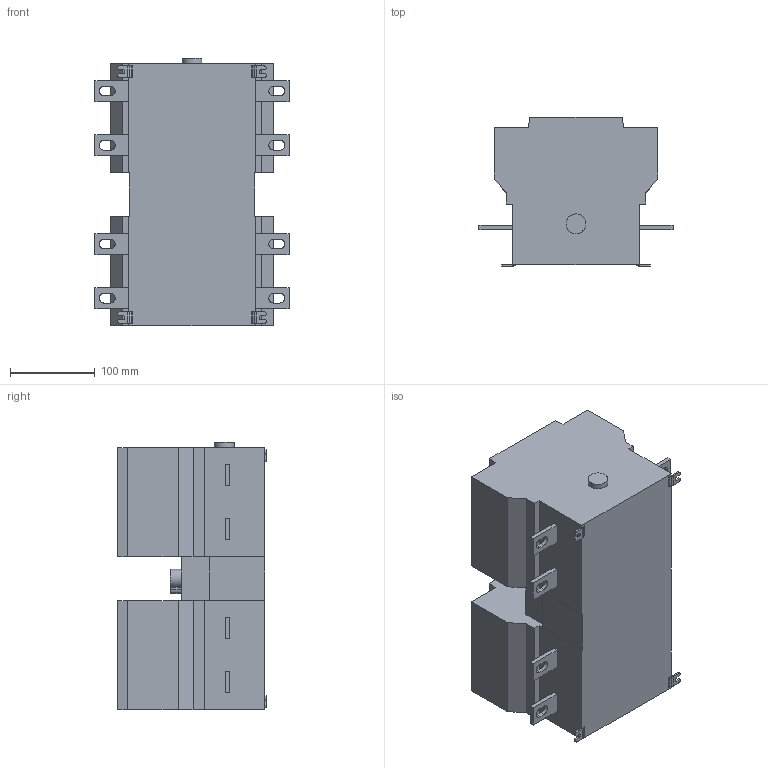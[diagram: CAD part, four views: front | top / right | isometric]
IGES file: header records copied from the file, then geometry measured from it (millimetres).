
Global section: file name: OS400J22.igs; preprocessor: I-DEAS 3D IGES Translator 9; date: 20040608.145852; units: millimetre
Bounding box: 229.6 x 176 x 316.3 mm (x, y, z)
Volume: 8278300.6 mm3; surface area: 318729.5 mm2
Topology: 1 solids, 1 shells, 193 faces, 547 edges, 366 vertices
Faces by surface type: bspline 193
